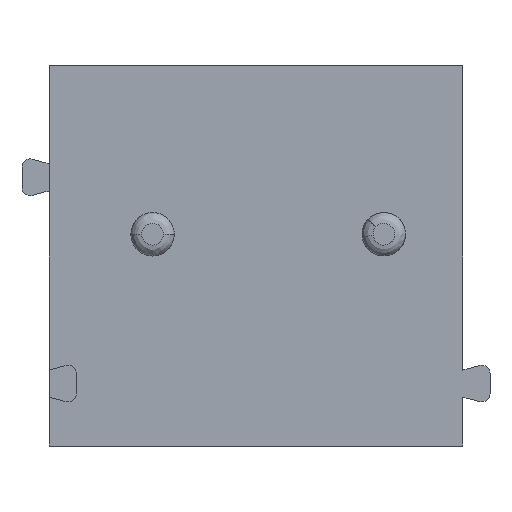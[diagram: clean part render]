
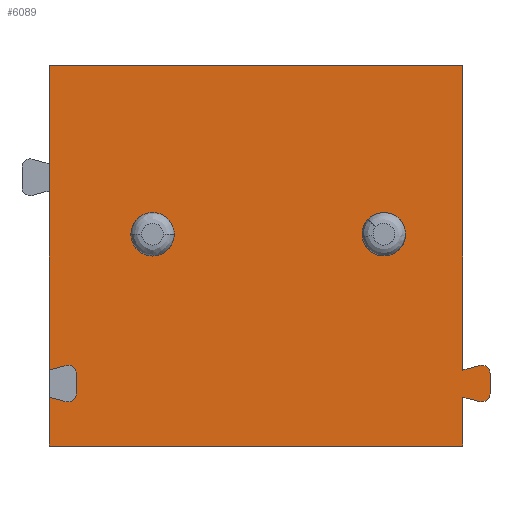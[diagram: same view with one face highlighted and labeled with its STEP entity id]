
A CAD part, front view. The second image highlights one B-rep face of the part: STEP entity #6089.
In plain terms, the highlighted planar face has unit normal (0, -1, 0).
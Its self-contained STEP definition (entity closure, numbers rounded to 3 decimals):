
#114=DIRECTION('',(-1.,0.,0.));
#115=VECTOR('',#114,7.62);
#116=CARTESIAN_POINT('',(3.81,3.6,0.));
#117=LINE('',#116,#115);
#154=DIRECTION('',(-1.,0.,0.));
#155=VECTOR('',#154,7.62);
#156=CARTESIAN_POINT('',(3.81,3.6,-7.));
#157=LINE('',#156,#155);
#158=DIRECTION('',(0.966,0.,-0.259));
#159=VECTOR('',#158,0.322);
#160=CARTESIAN_POINT('',(-3.81,3.6,-6.1));
#161=LINE('',#160,#159);
#162=CARTESIAN_POINT('',(-3.46,3.6,-6.038));
#163=DIRECTION('',(0.,-1.,0.));
#164=DIRECTION('',(-0.259,0.,-0.966));
#165=AXIS2_PLACEMENT_3D('',#162,#163,#164);
#167=DIRECTION('',(0.,0.,1.));
#168=VECTOR('',#167,0.377);
#169=CARTESIAN_POINT('',(-3.31,3.6,-6.038));
#170=LINE('',#169,#168);
#171=CARTESIAN_POINT('',(-3.46,3.6,-5.662));
#172=DIRECTION('',(0.,-1.,0.));
#173=DIRECTION('',(1.,0.,0.));
#174=AXIS2_PLACEMENT_3D('',#171,#172,#173);
#176=DIRECTION('',(-0.966,0.,-0.259));
#177=VECTOR('',#176,0.322);
#178=CARTESIAN_POINT('',(-3.499,3.6,-5.517));
#179=LINE('',#178,#177);
#180=DIRECTION('',(0.,0.,-1.));
#181=VECTOR('',#180,5.6);
#182=CARTESIAN_POINT('',(3.81,3.6,0.));
#183=LINE('',#182,#181);
#184=DIRECTION('',(0.966,0.,0.259));
#185=VECTOR('',#184,0.322);
#186=CARTESIAN_POINT('',(3.81,3.6,-5.6));
#187=LINE('',#186,#185);
#188=CARTESIAN_POINT('',(4.16,3.6,-5.662));
#189=DIRECTION('',(0.,1.,0.));
#190=DIRECTION('',(-0.259,0.,0.966));
#191=AXIS2_PLACEMENT_3D('',#188,#189,#190);
#193=DIRECTION('',(0.,0.,-1.));
#194=VECTOR('',#193,0.377);
#195=CARTESIAN_POINT('',(4.31,3.6,-5.662));
#196=LINE('',#195,#194);
#197=CARTESIAN_POINT('',(4.16,3.6,-6.038));
#198=DIRECTION('',(0.,1.,0.));
#199=DIRECTION('',(1.,0.,0.));
#200=AXIS2_PLACEMENT_3D('',#197,#198,#199);
#202=DIRECTION('',(-0.966,0.,0.259));
#203=VECTOR('',#202,0.322);
#204=CARTESIAN_POINT('',(4.121,3.6,-6.183));
#205=LINE('',#204,#203);
#206=DIRECTION('',(0.,0.,-1.));
#207=VECTOR('',#206,0.9);
#208=CARTESIAN_POINT('',(3.81,3.6,-6.1));
#209=LINE('',#208,#207);
#210=CARTESIAN_POINT('',(-1.905,3.6,-3.1));
#211=DIRECTION('',(0.,-1.,0.));
#212=DIRECTION('',(1.,0.,0.));
#213=AXIS2_PLACEMENT_3D('',#210,#211,#212);
#215=CARTESIAN_POINT('',(-1.905,3.6,-3.1));
#216=DIRECTION('',(0.,-1.,0.));
#217=DIRECTION('',(-1.,0.,0.));
#218=AXIS2_PLACEMENT_3D('',#215,#216,#217);
#220=CARTESIAN_POINT('',(2.355,3.6,-3.1));
#221=DIRECTION('',(0.,-1.,0.));
#222=DIRECTION('',(-0.994,0.,-0.105));
#223=AXIS2_PLACEMENT_3D('',#220,#221,#222);
#225=CARTESIAN_POINT('',(2.355,3.6,-3.1));
#226=DIRECTION('',(0.,-1.,0.));
#227=DIRECTION('',(-0.731,0.,0.683));
#228=AXIS2_PLACEMENT_3D('',#225,#226,#227);
#272=DIRECTION('',(0.,0.,-1.));
#273=VECTOR('',#272,5.6);
#274=CARTESIAN_POINT('',(-3.81,3.6,0.));
#275=LINE('',#274,#273);
#280=DIRECTION('',(0.,0.,-1.));
#281=VECTOR('',#280,0.9);
#282=CARTESIAN_POINT('',(-3.81,3.6,-6.1));
#283=LINE('',#282,#281);
#4529=CARTESIAN_POINT('',(3.81,3.6,-7.));
#4530=VERTEX_POINT('',#4529);
#4531=CARTESIAN_POINT('',(3.81,3.6,-6.1));
#4532=VERTEX_POINT('',#4531);
#4537=CARTESIAN_POINT('',(3.81,3.6,-5.6));
#4538=VERTEX_POINT('',#4537);
#4539=CARTESIAN_POINT('',(3.81,3.6,0.));
#4540=VERTEX_POINT('',#4539);
#4547=CARTESIAN_POINT('',(4.121,3.6,-5.517));
#4548=VERTEX_POINT('',#4547);
#4549=CARTESIAN_POINT('',(4.31,3.6,-5.662));
#4550=VERTEX_POINT('',#4549);
#4551=CARTESIAN_POINT('',(4.31,3.6,-6.038));
#4552=VERTEX_POINT('',#4551);
#4553=CARTESIAN_POINT('',(4.121,3.6,-6.183));
#4554=VERTEX_POINT('',#4553);
#4563=CARTESIAN_POINT('',(2.062,3.6,-2.827));
#4564=VERTEX_POINT('',#4563);
#4565=CARTESIAN_POINT('',(1.957,3.6,-3.143));
#4566=VERTEX_POINT('',#4565);
#4673=CARTESIAN_POINT('',(-3.81,3.6,0.));
#4674=VERTEX_POINT('',#4673);
#4675=CARTESIAN_POINT('',(-3.81,3.6,-5.6));
#4676=VERTEX_POINT('',#4675);
#4681=CARTESIAN_POINT('',(-3.81,3.6,-6.1));
#4682=VERTEX_POINT('',#4681);
#4683=CARTESIAN_POINT('',(-3.81,3.6,-7.));
#4684=VERTEX_POINT('',#4683);
#5269=CARTESIAN_POINT('',(-3.499,3.6,-6.183));
#5270=VERTEX_POINT('',#5269);
#5271=CARTESIAN_POINT('',(-3.31,3.6,-6.038));
#5272=VERTEX_POINT('',#5271);
#5273=CARTESIAN_POINT('',(-3.31,3.6,-5.662));
#5274=VERTEX_POINT('',#5273);
#5275=CARTESIAN_POINT('',(-3.499,3.6,-5.517));
#5276=VERTEX_POINT('',#5275);
#5277=CARTESIAN_POINT('',(-1.505,3.6,-3.1));
#5278=CARTESIAN_POINT('',(-2.305,3.6,-3.1));
#5279=VERTEX_POINT('',#5277);
#5280=VERTEX_POINT('',#5278);
#6039=CARTESIAN_POINT('',(15.49,3.6,-5.85));
#6040=DIRECTION('',(0.,1.,0.));
#6041=DIRECTION('',(0.,0.,1.));
#6042=AXIS2_PLACEMENT_3D('',#6039,#6040,#6041);
#6043=PLANE('',#6042);
#6045=ORIENTED_EDGE('',*,*,#6044,.T.);
#6047=ORIENTED_EDGE('',*,*,#6046,.F.);
#6049=ORIENTED_EDGE('',*,*,#6048,.T.);
#6051=ORIENTED_EDGE('',*,*,#6050,.T.);
#6053=ORIENTED_EDGE('',*,*,#6052,.T.);
#6055=ORIENTED_EDGE('',*,*,#6054,.T.);
#6057=ORIENTED_EDGE('',*,*,#6056,.T.);
#6059=ORIENTED_EDGE('',*,*,#6058,.F.);
#6060=ORIENTED_EDGE('',*,*,#6009,.F.);
#6062=ORIENTED_EDGE('',*,*,#6061,.T.);
#6064=ORIENTED_EDGE('',*,*,#6063,.T.);
#6066=ORIENTED_EDGE('',*,*,#6065,.T.);
#6068=ORIENTED_EDGE('',*,*,#6067,.T.);
#6070=ORIENTED_EDGE('',*,*,#6069,.T.);
#6072=ORIENTED_EDGE('',*,*,#6071,.T.);
#6074=ORIENTED_EDGE('',*,*,#6073,.T.);
#6075=EDGE_LOOP('',(#6045,#6047,#6049,#6051,#6053,#6055,#6057,#6059,#6060,#6062,
#6064,#6066,#6068,#6070,#6072,#6074));
#6076=FACE_OUTER_BOUND('',#6075,.F.);
#6078=ORIENTED_EDGE('',*,*,#6077,.T.);
#6080=ORIENTED_EDGE('',*,*,#6079,.T.);
#6081=EDGE_LOOP('',(#6078,#6080));
#6082=FACE_BOUND('',#6081,.F.);
#6084=ORIENTED_EDGE('',*,*,#6083,.T.);
#6086=ORIENTED_EDGE('',*,*,#6085,.T.);
#6087=EDGE_LOOP('',(#6084,#6086));
#6088=FACE_BOUND('',#6087,.F.);
#6089=ADVANCED_FACE('',(#6076,#6082,#6088),#6043,.F.);
#166=CIRCLE('',#165,0.15);
#175=CIRCLE('',#174,0.15);
#192=CIRCLE('',#191,0.15);
#201=CIRCLE('',#200,0.15);
#214=CIRCLE('',#213,0.4);
#219=CIRCLE('',#218,0.4);
#224=CIRCLE('',#223,0.4);
#229=CIRCLE('',#228,0.4);
#6009=EDGE_CURVE('',#4540,#4674,#117,.T.);
#6044=EDGE_CURVE('',#4530,#4684,#157,.T.);
#6046=EDGE_CURVE('',#4682,#4684,#283,.T.);
#6048=EDGE_CURVE('',#4682,#5270,#161,.T.);
#6050=EDGE_CURVE('',#5270,#5272,#166,.T.);
#6052=EDGE_CURVE('',#5272,#5274,#170,.T.);
#6054=EDGE_CURVE('',#5274,#5276,#175,.T.);
#6056=EDGE_CURVE('',#5276,#4676,#179,.T.);
#6058=EDGE_CURVE('',#4674,#4676,#275,.T.);
#6061=EDGE_CURVE('',#4540,#4538,#183,.T.);
#6063=EDGE_CURVE('',#4538,#4548,#187,.T.);
#6065=EDGE_CURVE('',#4548,#4550,#192,.T.);
#6067=EDGE_CURVE('',#4550,#4552,#196,.T.);
#6069=EDGE_CURVE('',#4552,#4554,#201,.T.);
#6071=EDGE_CURVE('',#4554,#4532,#205,.T.);
#6073=EDGE_CURVE('',#4532,#4530,#209,.T.);
#6077=EDGE_CURVE('',#5279,#5280,#214,.T.);
#6079=EDGE_CURVE('',#5280,#5279,#219,.T.);
#6083=EDGE_CURVE('',#4566,#4564,#224,.T.);
#6085=EDGE_CURVE('',#4564,#4566,#229,.T.);
